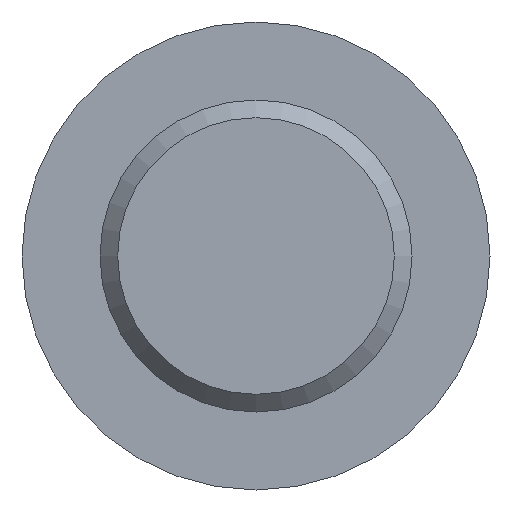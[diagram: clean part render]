
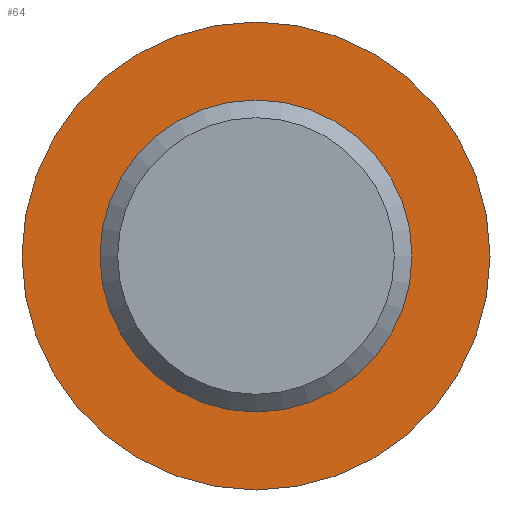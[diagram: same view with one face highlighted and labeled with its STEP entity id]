
A CAD part, front view. The second image highlights one B-rep face of the part: STEP entity #64.
In plain terms, the highlighted planar face has unit normal (0, -1, 0).
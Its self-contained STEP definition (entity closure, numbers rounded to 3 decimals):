
#20 = DIRECTION ( 'NONE',  ( 0., -1., 0. ) ) ;
#64 = ADVANCED_FACE ( 'NONE', ( #332, #341 ), #496, .F. ) ;
#72 = ORIENTED_EDGE ( 'NONE', *, *, #447, .T. ) ;
#94 = CARTESIAN_POINT ( 'NONE',  ( 0., 150., -16.5 ) ) ;
#95 = CARTESIAN_POINT ( 'NONE',  ( -11., 150., 0. ) ) ;
#112 = VERTEX_POINT ( 'NONE', #259 ) ;
#192 = DIRECTION ( 'NONE',  ( 0., 0., -1. ) ) ;
#259 = CARTESIAN_POINT ( 'NONE',  ( 0., 150., -11. ) ) ;
#265 = CIRCLE ( 'NONE', #273, 11. ) ;
#273 = AXIS2_PLACEMENT_3D ( 'NONE', #393, #20, #192 ) ;
#275 = VERTEX_POINT ( 'NONE', #94 ) ;
#300 = CARTESIAN_POINT ( 'NONE',  ( 0., 150., 0. ) ) ;
#321 = ORIENTED_EDGE ( 'NONE', *, *, #376, .F. ) ;
#325 = EDGE_LOOP ( 'NONE', ( #321 ) ) ;
#332 = FACE_BOUND ( 'NONE', #325, .T. ) ;
#341 = FACE_OUTER_BOUND ( 'NONE', #446, .T. ) ;
#349 = AXIS2_PLACEMENT_3D ( 'NONE', #300, #413, #378 ) ;
#373 = DIRECTION ( 'NONE',  ( 0., 1., 0. ) ) ;
#376 = EDGE_CURVE ( 'NONE', #112, #112, #265, .T. ) ;
#378 = DIRECTION ( 'NONE',  ( 0., 0., -1. ) ) ;
#393 = CARTESIAN_POINT ( 'NONE',  ( 0., 150., 0. ) ) ;
#413 = DIRECTION ( 'NONE',  ( 0., -1., 0. ) ) ;
#446 = EDGE_LOOP ( 'NONE', ( #72 ) ) ;
#447 = EDGE_CURVE ( 'NONE', #275, #275, #512, .T. ) ;
#459 = DIRECTION ( 'NONE',  ( 0., 0., 1. ) ) ;
#496 = PLANE ( 'NONE',  #522 ) ;
#512 = CIRCLE ( 'NONE', #349, 16.5 ) ;
#522 = AXIS2_PLACEMENT_3D ( 'NONE', #95, #373, #459 ) ;
